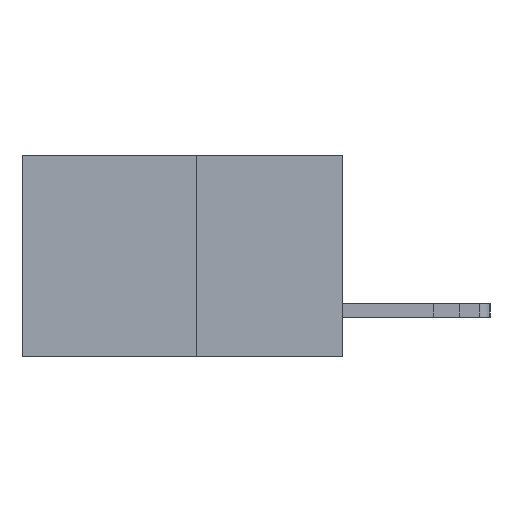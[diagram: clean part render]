
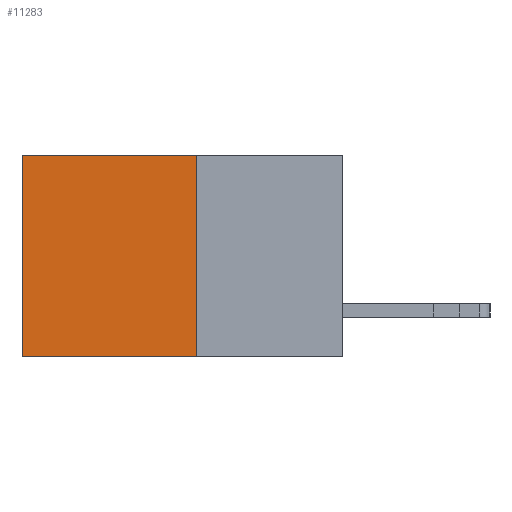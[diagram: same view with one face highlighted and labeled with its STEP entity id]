
A CAD part, left-side view. The second image highlights one B-rep face of the part: STEP entity #11283.
In plain terms, the highlighted planar face has unit normal (-1, 0, 0).
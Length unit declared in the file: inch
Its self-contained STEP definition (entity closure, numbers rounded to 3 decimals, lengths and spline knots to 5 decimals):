
#409 = EDGE_CURVE ( 'NONE', #20863, #768, #21531, .T. ) ;
#669 = CARTESIAN_POINT ( 'NONE',  ( 0.277, 0.59, 0. ) ) ;
#710 = ORIENTED_EDGE ( 'NONE', *, *, #409, .F. ) ;
#768 = VERTEX_POINT ( 'NONE', #28052 ) ;
#956 = DIRECTION ( 'NONE',  ( 0., 0., -1. ) ) ;
#1798 = VECTOR ( 'NONE', #6961, 39.37008 ) ;
#2570 = LINE ( 'NONE', #20592, #1798 ) ;
#2840 = VERTEX_POINT ( 'NONE', #24562 ) ;
#4404 = CARTESIAN_POINT ( 'NONE',  ( 0.277, 0.59, -0.37 ) ) ;
#4948 = CARTESIAN_POINT ( 'NONE',  ( 0.277, 0.27, -0.37 ) ) ;
#5455 = VECTOR ( 'NONE', #14078, 39.37008 ) ;
#6961 = DIRECTION ( 'NONE',  ( 0., 0., -1. ) ) ;
#7235 = DIRECTION ( 'NONE',  ( 0., 1., 0. ) ) ;
#7611 = CARTESIAN_POINT ( 'NONE',  ( 0.277, 0.27, -0.37 ) ) ;
#8115 = AXIS2_PLACEMENT_3D ( 'NONE', #10197, #14816, #956 ) ;
#9230 = EDGE_LOOP ( 'NONE', ( #17767, #710, #25539, #21728 ) ) ;
#10197 = CARTESIAN_POINT ( 'NONE',  ( 0.277, 0.27, -0.37 ) ) ;
#11283 = ADVANCED_FACE ( 'NONE', ( #12196 ), #12534, .F. ) ;
#12196 = FACE_OUTER_BOUND ( 'NONE', #9230, .T. ) ;
#12534 = PLANE ( 'NONE',  #8115 ) ;
#14078 = DIRECTION ( 'NONE',  ( 0., 1., 0. ) ) ;
#14145 = VECTOR ( 'NONE', #7235, 39.37008 ) ;
#14816 = DIRECTION ( 'NONE',  ( 1., 0., 0. ) ) ;
#17297 = EDGE_CURVE ( 'NONE', #28506, #768, #28868, .T. ) ;
#17767 = ORIENTED_EDGE ( 'NONE', *, *, #17297, .T. ) ;
#18049 = DIRECTION ( 'NONE',  ( 0., 0., -1. ) ) ;
#20592 = CARTESIAN_POINT ( 'NONE',  ( 0.277, 0.27, -0.37 ) ) ;
#20863 = VERTEX_POINT ( 'NONE', #4948 ) ;
#21531 = LINE ( 'NONE', #7611, #14145 ) ;
#21728 = ORIENTED_EDGE ( 'NONE', *, *, #26993, .T. ) ;
#22845 = LINE ( 'NONE', #25285, #5455 ) ;
#22905 = VECTOR ( 'NONE', #18049, 39.37008 ) ;
#24562 = CARTESIAN_POINT ( 'NONE',  ( 0.277, 0.27, 0. ) ) ;
#25285 = CARTESIAN_POINT ( 'NONE',  ( 0.277, 0.27, 0. ) ) ;
#25539 = ORIENTED_EDGE ( 'NONE', *, *, #26249, .F. ) ;
#26249 = EDGE_CURVE ( 'NONE', #2840, #20863, #2570, .T. ) ;
#26993 = EDGE_CURVE ( 'NONE', #2840, #28506, #22845, .T. ) ;
#28052 = CARTESIAN_POINT ( 'NONE',  ( 0.277, 0.59, -0.37 ) ) ;
#28506 = VERTEX_POINT ( 'NONE', #669 ) ;
#28868 = LINE ( 'NONE', #4404, #22905 ) ;
